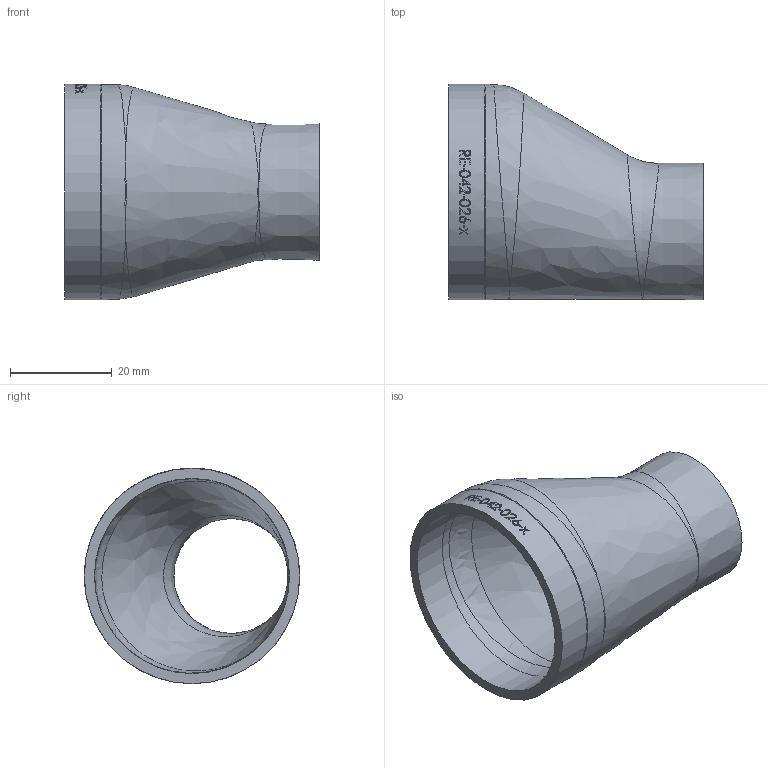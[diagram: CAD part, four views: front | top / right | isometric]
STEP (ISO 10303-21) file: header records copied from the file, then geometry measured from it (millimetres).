
FILE_DESCRIPTION (( 'STEP AP214' ), '1' );
FILE_NAME ('RE-042-026-x Reduzierung Exzenter 42,4x26,9x2,0x2,0 BL50 1909.STEP', '2019-09-18T15:23:57', ( '' ), ( '' ), 'SwSTEP 2.0', 'SolidWorks 2016', '' );
FILE_SCHEMA (( 'AUTOMOTIVE_DESIGN' ));
Length unit declared in the file: millimetre
Products named in the file (1): RE-042-026-x Reduzierung Exzenter 42,4x26,9x2,0x2,0 BL50 1909
Bounding box: 50 x 42.4 x 42.4 mm (x, y, z)
Volume: 10564.2 mm3; surface area: 10926.2 mm2
Topology: 1 solids, 1 shells, 155 faces, 417 edges, 280 vertices
Faces by surface type: bspline 72, plane 57, cylinder 21, cone 4, torus 1
Full cylindrical faces by diameter (mm): 38.4 x1, 42.4 x1
Entity records: 14542 total; most frequent: CARTESIAN_POINT 9937, ORIENTED_EDGE 776, DIRECTION 400, EDGE_CURVE 388, VERTEX_POINT 265, B_SPLINE_CURVE_WITH_KNOTS 227, EDGE_LOOP 183, FACE_OUTER_BOUND 160
